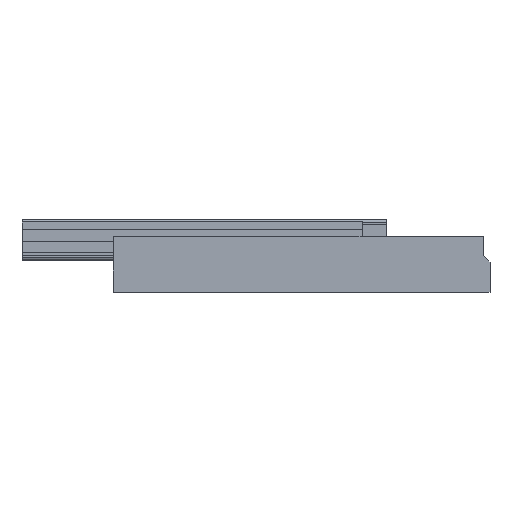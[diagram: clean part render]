
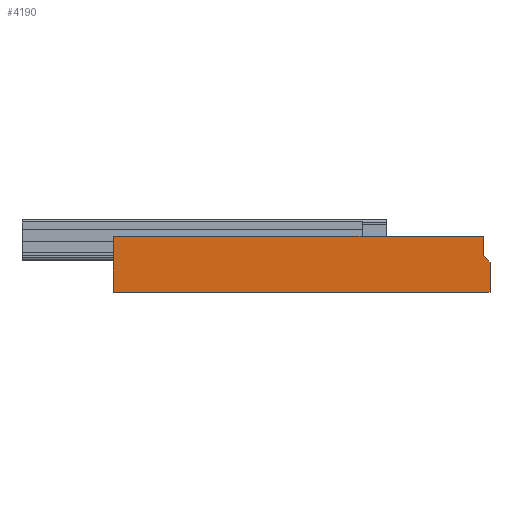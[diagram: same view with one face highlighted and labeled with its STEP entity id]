
A CAD part, front view. The second image highlights one B-rep face of the part: STEP entity #4190.
In plain terms, the highlighted planar face has unit normal (0, -1, 0).
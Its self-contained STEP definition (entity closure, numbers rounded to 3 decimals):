
#46 = EDGE_LOOP ( 'NONE', ( #7453, #4772, #1082, #4704, #6647, #3068 ) ) ;
#280 = CARTESIAN_POINT ( 'NONE',  ( 275., 0., 41.5 ) ) ;
#388 = VECTOR ( 'NONE', #2997, 1000. ) ;
#462 = EDGE_CURVE ( 'NONE', #2333, #2839, #6287, .T. ) ;
#588 = CARTESIAN_POINT ( 'NONE',  ( 0., 0., 0. ) ) ;
#638 = CARTESIAN_POINT ( 'NONE',  ( 270.5, 0., 32. ) ) ;
#785 = CARTESIAN_POINT ( 'NONE',  ( 280., 0., 22.5 ) ) ;
#930 = CARTESIAN_POINT ( 'NONE',  ( 280., 0., 41.5 ) ) ;
#1082 = ORIENTED_EDGE ( 'NONE', *, *, #3459, .T. ) ;
#1372 = VERTEX_POINT ( 'NONE', #588 ) ;
#1434 = PLANE ( 'NONE',  #5126 ) ;
#1611 = CARTESIAN_POINT ( 'NONE',  ( 275., 0., 41.5 ) ) ;
#1885 = EDGE_CURVE ( 'NONE', #2839, #1372, #4839, .T. ) ;
#2091 = FACE_OUTER_BOUND ( 'NONE', #46, .T. ) ;
#2172 = DIRECTION ( 'NONE',  ( 0., 1., 0. ) ) ;
#2333 = VERTEX_POINT ( 'NONE', #785 ) ;
#2535 = CARTESIAN_POINT ( 'NONE',  ( 0., 0., 41.5 ) ) ;
#2621 = DIRECTION ( 'NONE',  ( 0., 0., -1. ) ) ;
#2671 = VERTEX_POINT ( 'NONE', #4653 ) ;
#2687 = DIRECTION ( 'NONE',  ( 0., 0., -1. ) ) ;
#2706 = CARTESIAN_POINT ( 'NONE',  ( 280., 0., 41.5 ) ) ;
#2839 = VERTEX_POINT ( 'NONE', #5374 ) ;
#2849 = EDGE_CURVE ( 'NONE', #7095, #2671, #5484, .T. ) ;
#2997 = DIRECTION ( 'NONE',  ( -1., 0., 0. ) ) ;
#3068 = ORIENTED_EDGE ( 'NONE', *, *, #7384, .F. ) ;
#3126 = DIRECTION ( 'NONE',  ( -1., 0., 0. ) ) ;
#3249 = VERTEX_POINT ( 'NONE', #2535 ) ;
#3438 = CARTESIAN_POINT ( 'NONE',  ( 0., 0., 41.5 ) ) ;
#3459 = EDGE_CURVE ( 'NONE', #3249, #1372, #5850, .T. ) ;
#3545 = LINE ( 'NONE', #638, #6744 ) ;
#4182 = VECTOR ( 'NONE', #3126, 1000. ) ;
#4190 = ADVANCED_FACE ( 'NONE', ( #2091 ), #1434, .F. ) ;
#4224 = CARTESIAN_POINT ( 'NONE',  ( 280., 0., 0. ) ) ;
#4653 = CARTESIAN_POINT ( 'NONE',  ( 275., 0., 27.5 ) ) ;
#4704 = ORIENTED_EDGE ( 'NONE', *, *, #1885, .F. ) ;
#4772 = ORIENTED_EDGE ( 'NONE', *, *, #7514, .T. ) ;
#4820 = DIRECTION ( 'NONE',  ( 0.707, 0., -0.707 ) ) ;
#4839 = LINE ( 'NONE', #4224, #388 ) ;
#4933 = DIRECTION ( 'NONE',  ( 0., 0., 1. ) ) ;
#5126 = AXIS2_PLACEMENT_3D ( 'NONE', #2706, #2172, #4933 ) ;
#5281 = DIRECTION ( 'NONE',  ( 0., 0., -1. ) ) ;
#5374 = CARTESIAN_POINT ( 'NONE',  ( 280., 0., 0. ) ) ;
#5484 = LINE ( 'NONE', #280, #7129 ) ;
#5576 = CARTESIAN_POINT ( 'NONE',  ( 280., 0., 41.5 ) ) ;
#5850 = LINE ( 'NONE', #3438, #7061 ) ;
#6144 = LINE ( 'NONE', #5576, #4182 ) ;
#6287 = LINE ( 'NONE', #930, #6993 ) ;
#6647 = ORIENTED_EDGE ( 'NONE', *, *, #462, .F. ) ;
#6744 = VECTOR ( 'NONE', #4820, 1000. ) ;
#6993 = VECTOR ( 'NONE', #2687, 1000. ) ;
#7061 = VECTOR ( 'NONE', #5281, 1000. ) ;
#7095 = VERTEX_POINT ( 'NONE', #1611 ) ;
#7129 = VECTOR ( 'NONE', #2621, 1000. ) ;
#7384 = EDGE_CURVE ( 'NONE', #2671, #2333, #3545, .T. ) ;
#7453 = ORIENTED_EDGE ( 'NONE', *, *, #2849, .F. ) ;
#7514 = EDGE_CURVE ( 'NONE', #7095, #3249, #6144, .T. ) ;
